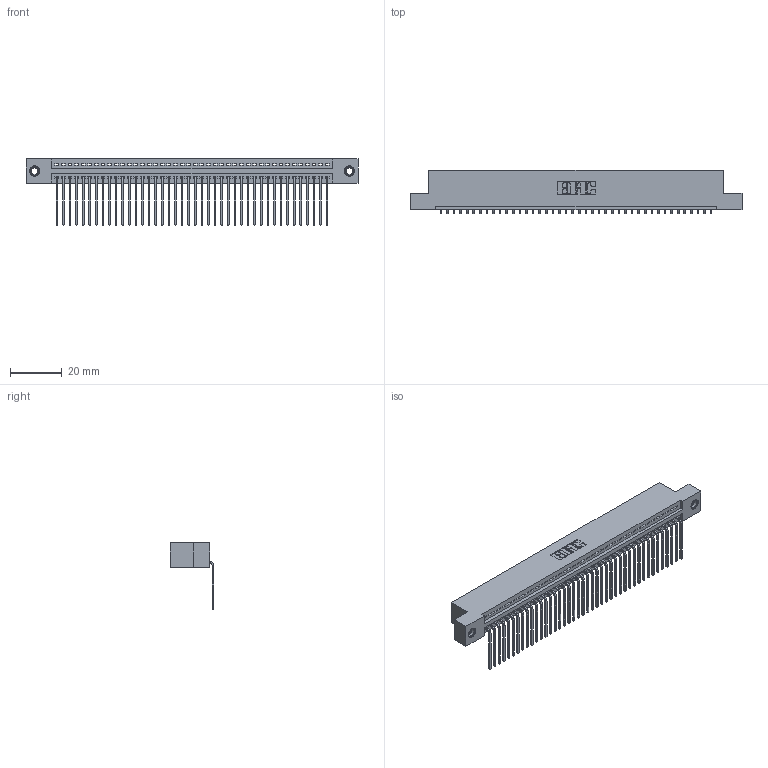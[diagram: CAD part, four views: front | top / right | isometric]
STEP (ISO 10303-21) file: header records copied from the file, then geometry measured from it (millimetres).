
FILE_DESCRIPTION (( 'STEP AP203' ), '1' );
FILE_NAME ('395-042-559-107.STEP', '2018-11-15T13:10:37', ( '' ), ( '' ), 'SwSTEP 2.0', 'SolidWorks 2016', '' );
FILE_SCHEMA (( 'CONFIG_CONTROL_DESIGN' ));
Length unit declared in the file: inch
Products named in the file (4): 345-250-001_345-250-005-103; 345-292-001_558 559 Tail - 1; 345 Part_Flush Mounting Lugs - 0.156 Dia-TI; 395-042-559-107
Assembly tree (45 placements, depth 2):
  395-042-559-107
    345 Part_Flush Mounting Lugs - 0.156 Dia-TI
    345-292-001_558 559 Tail - 1  x42
    345-250-001_345-250-005-103  x2
Bounding box: 127.89 x 16.75 x 25.53 mm (x, y, z)
Volume: 12273.4 mm3; surface area: 17165.1 mm2
Topology: 45 solids, 45 shells, 2706 faces, 8121 edges, 5350 vertices
Faces by surface type: plane 1876, cylinder 814, cone 12, torus 4
Entity records: 32880 total; most frequent: CARTESIAN_POINT 5677, ORIENTED_EDGE 5646, DIRECTION 4985, EDGE_CURVE 2823, VECTOR 2503, LINE 2503, VERTEX_POINT 1876, AXIS2_PLACEMENT_3D 1241
